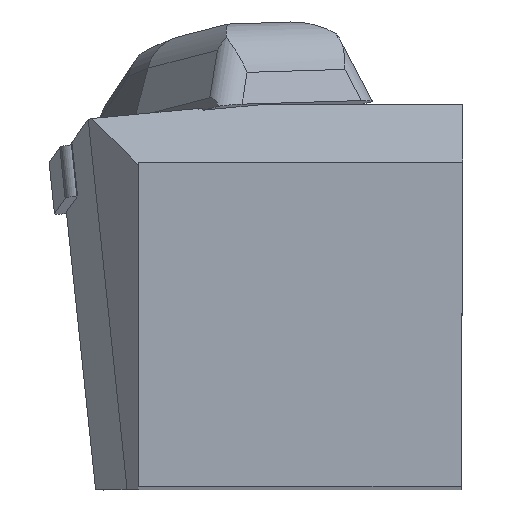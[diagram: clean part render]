
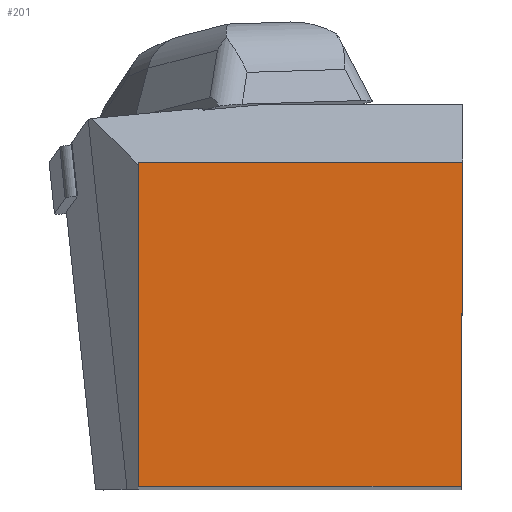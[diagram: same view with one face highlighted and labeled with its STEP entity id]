
A CAD part, top view. The second image highlights one B-rep face of the part: STEP entity #201.
In plain terms, the highlighted planar face has unit normal (0, 0, 1).
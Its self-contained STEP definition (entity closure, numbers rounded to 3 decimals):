
#141=FACE_OUTER_BOUND('',#574,.T.);
#201=ADVANCED_FACE('BLANK_BOXF006',(#141),#255,.F.);
#255=PLANE('',#1345);
#338=LINE('',#1939,#465);
#344=LINE('',#1951,#471);
#350=LINE('',#1962,#477);
#351=LINE('',#1964,#478);
#465=VECTOR('',#1539,1.);
#471=VECTOR('',#1547,1.);
#477=VECTOR('',#1557,1.);
#478=VECTOR('',#1558,1.);
#574=EDGE_LOOP('',(#738,#739,#740,#741));
#738=ORIENTED_EDGE('',*,*,#1133,.F.);
#739=ORIENTED_EDGE('',*,*,#1127,.F.);
#740=ORIENTED_EDGE('',*,*,#1121,.F.);
#741=ORIENTED_EDGE('',*,*,#1134,.F.);
#995=VERTEX_POINT('',#1938);
#996=VERTEX_POINT('',#1940);
#1001=VERTEX_POINT('',#1952);
#1004=VERTEX_POINT('',#1963);
#1121=EDGE_CURVE('',#995,#996,#338,.T.);
#1127=EDGE_CURVE('',#996,#1001,#344,.T.);
#1133=EDGE_CURVE('',#1001,#1004,#350,.T.);
#1134=EDGE_CURVE('',#1004,#995,#351,.T.);
#1345=AXIS2_PLACEMENT_3D('',#1965,#1559,#1560);
#1539=DIRECTION('',(-0.004,-1.,0.));
#1547=DIRECTION('',(-1.,0.,0.));
#1557=DIRECTION('',(0.,1.,0.));
#1558=DIRECTION('',(1.,0.,0.));
#1559=DIRECTION('',(0.,0.,-1.));
#1560=DIRECTION('',(-1.,0.,0.));
#1938=CARTESIAN_POINT('',(0.,19.875,0.));
#1939=CARTESIAN_POINT('',(0.504,135.349,0.));
#1940=CARTESIAN_POINT('',(-0.087,0.,0.));
#1951=CARTESIAN_POINT('',(135.35,0.,0.));
#1952=CARTESIAN_POINT('',(-19.875,0.,0.));
#1962=CARTESIAN_POINT('',(-19.875,-135.35,0.));
#1963=CARTESIAN_POINT('',(-19.875,19.875,0.));
#1964=CARTESIAN_POINT('',(-135.35,19.875,0.));
#1965=CARTESIAN_POINT('',(-34.35,-5.,0.));
